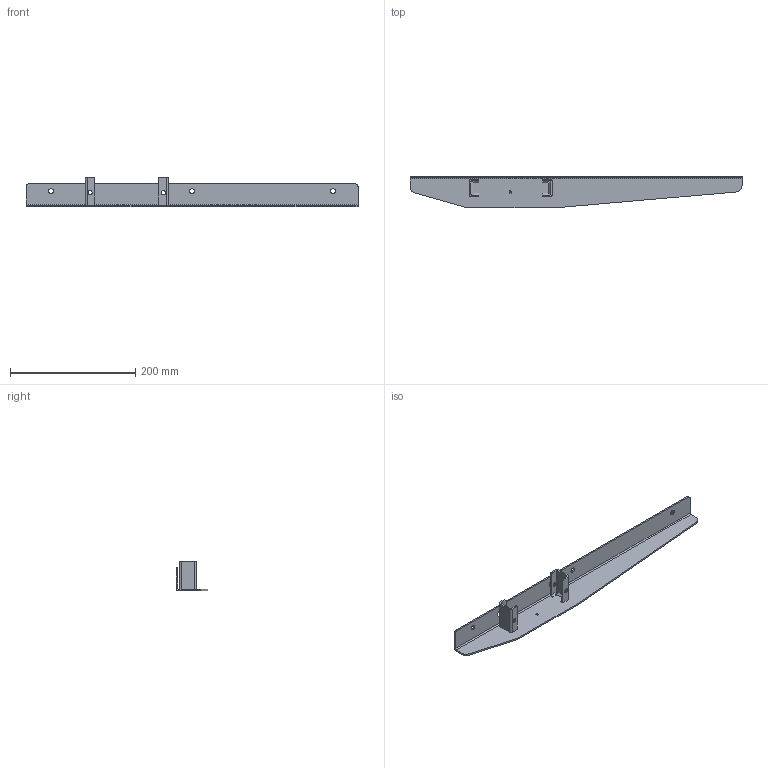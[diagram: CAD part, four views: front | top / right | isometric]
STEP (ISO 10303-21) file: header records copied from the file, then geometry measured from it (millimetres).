
FILE_DESCRIPTION((''),'2;1');
FILE_NAME('JC35TS-0191','2021-01-08T13:00:11',('sa'),('捷昌驱动'),'CREO PARAMETRIC BY PTC INC, 2018100','CREO PARAMETRIC BY PTC INC, 2018100','');
FILE_SCHEMA(('CONFIG_CONTROL_DESIGN'));
Length unit declared in the file: millimetre
Products named in the file (1): JC35TS-0191
Bounding box: 530 x 51 x 47.5 mm (x, y, z)
Volume: 109073.8 mm3; surface area: 91045.3 mm2
Topology: 1 solids, 7 shells, 98 faces, 294 edges, 204 vertices
Faces by surface type: plane 62, cylinder 36
Entity records: 3405 total; most frequent: CARTESIAN_POINT 627, ORIENTED_EDGE 564, DIRECTION 556, EDGE_CURVE 294, VECTOR 214, LINE 214, VERTEX_POINT 204, AXIS2_PLACEMENT_3D 171
